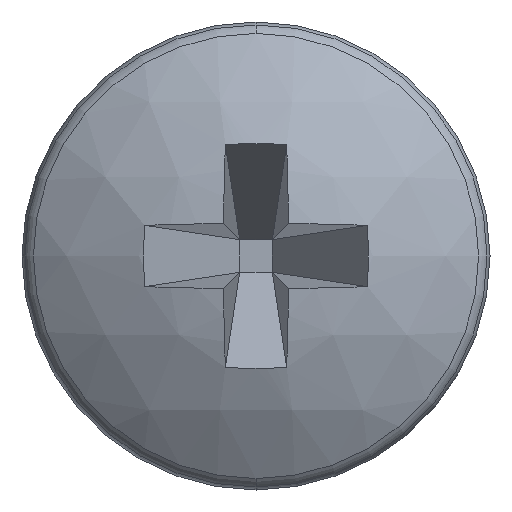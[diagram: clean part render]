
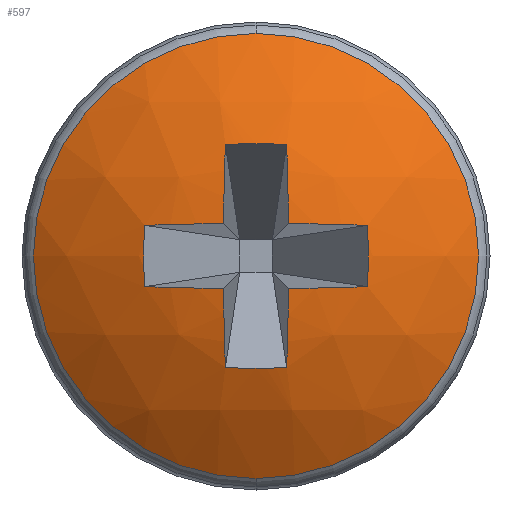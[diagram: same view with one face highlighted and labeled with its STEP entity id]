
A CAD part, left-side view. The second image highlights one B-rep face of the part: STEP entity #597.
In plain terms, the highlighted spherical face has radius 4 mm.
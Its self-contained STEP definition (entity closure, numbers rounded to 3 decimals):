
#115=CARTESIAN_POINT('',(0.784,0.,0.));
#116=DIRECTION('',(-1.,0.,0.));
#117=DIRECTION('',(0.,0.,1.));
#118=AXIS2_PLACEMENT_3D('',#115,#116,#117);
#124=CARTESIAN_POINT('',(0.784,0.,0.));
#125=DIRECTION('',(-1.,0.,0.));
#126=DIRECTION('',(0.,0.,-1.));
#127=AXIS2_PLACEMENT_3D('',#124,#125,#126);
#132=CARTESIAN_POINT('',(3.988,-0.106,0.));
#133=DIRECTION('',(0.114,0.994,0.));
#134=DIRECTION('',(-0.99,0.113,0.087));
#135=AXIS2_PLACEMENT_3D('',#132,#133,#134);
#140=CARTESIAN_POINT('',(3.988,0.,-0.106));
#141=DIRECTION('',(0.114,0.,0.994));
#142=DIRECTION('',(-0.948,0.298,0.108));
#143=AXIS2_PLACEMENT_3D('',#140,#141,#142);
#148=CARTESIAN_POINT('',(3.178,-1.08,0.));
#149=DIRECTION('',(0.606,0.796,0.));
#150=DIRECTION('',(-0.793,0.604,-0.087));
#151=AXIS2_PLACEMENT_3D('',#148,#149,#150);
#156=CARTESIAN_POINT('',(3.988,0.,0.106));
#157=DIRECTION('',(0.114,0.,-0.994));
#158=DIRECTION('',(-0.99,0.087,-0.113));
#159=AXIS2_PLACEMENT_3D('',#156,#157,#158);
#164=CARTESIAN_POINT('',(3.988,-0.106,0.));
#165=DIRECTION('',(0.114,0.994,0.));
#166=DIRECTION('',(-0.948,0.108,-0.298));
#167=AXIS2_PLACEMENT_3D('',#164,#165,#166);
#172=CARTESIAN_POINT('',(3.178,0.,1.08));
#173=DIRECTION('',(0.606,0.,-0.796));
#174=DIRECTION('',(-0.796,0.,-0.606));
#175=AXIS2_PLACEMENT_3D('',#172,#173,#174);
#180=CARTESIAN_POINT('',(3.178,0.,1.08));
#181=DIRECTION('',(0.606,0.,-0.796));
#182=DIRECTION('',(-0.793,-0.087,-0.604));
#183=AXIS2_PLACEMENT_3D('',#180,#181,#182);
#188=CARTESIAN_POINT('',(3.988,0.106,0.));
#189=DIRECTION('',(0.114,-0.994,0.));
#190=DIRECTION('',(-0.99,-0.113,-0.087));
#191=AXIS2_PLACEMENT_3D('',#188,#189,#190);
#196=CARTESIAN_POINT('',(3.988,0.,0.106));
#197=DIRECTION('',(0.114,0.,-0.994));
#198=DIRECTION('',(-0.948,-0.298,-0.108));
#199=AXIS2_PLACEMENT_3D('',#196,#197,#198);
#204=CARTESIAN_POINT('',(3.178,1.08,0.));
#205=DIRECTION('',(0.606,-0.796,0.));
#206=DIRECTION('',(-0.793,-0.604,0.087));
#207=AXIS2_PLACEMENT_3D('',#204,#205,#206);
#212=CARTESIAN_POINT('',(3.988,0.,-0.106));
#213=DIRECTION('',(0.114,0.,0.994));
#214=DIRECTION('',(-0.99,-0.087,0.113));
#215=AXIS2_PLACEMENT_3D('',#212,#213,#214);
#220=CARTESIAN_POINT('',(3.988,0.106,0.));
#221=DIRECTION('',(0.114,-0.994,0.));
#222=DIRECTION('',(-0.948,-0.108,0.298));
#223=AXIS2_PLACEMENT_3D('',#220,#221,#222);
#228=CARTESIAN_POINT('',(3.178,0.,-1.08));
#229=DIRECTION('',(0.606,0.,0.796));
#230=DIRECTION('',(-0.796,0.,0.606));
#231=AXIS2_PLACEMENT_3D('',#228,#229,#230);
#236=CARTESIAN_POINT('',(3.178,0.,-1.08));
#237=DIRECTION('',(0.606,0.,0.796));
#238=DIRECTION('',(-0.793,0.087,0.604));
#239=AXIS2_PLACEMENT_3D('',#236,#237,#238);
#496=CARTESIAN_POINT('',(0.03,0.347,
-0.347));
#497=CARTESIAN_POINT('',(0.196,1.191,
-0.328));
#498=VERTEX_POINT('',#496);
#499=VERTEX_POINT('',#497);
#500=CARTESIAN_POINT('',(0.03,0.347,
0.347));
#501=CARTESIAN_POINT('',(0.196,0.328,1.191));
#502=VERTEX_POINT('',#500);
#503=VERTEX_POINT('',#501);
#504=CARTESIAN_POINT('',(0.196,-1.191,
-0.328));
#506=VERTEX_POINT('',#504);
#510=CARTESIAN_POINT('',(0.184,0.,
1.2));
#511=CARTESIAN_POINT('',(0.196,-0.328,
1.191));
#512=VERTEX_POINT('',#510);
#513=VERTEX_POINT('',#511);
#514=CARTESIAN_POINT('',(0.196,1.191,0.328));
#515=VERTEX_POINT('',#514);
#518=CARTESIAN_POINT('',(0.03,-0.347,
-0.347));
#519=VERTEX_POINT('',#518);
#520=CARTESIAN_POINT('',(0.196,0.328,
-1.191));
#521=VERTEX_POINT('',#520);
#522=CARTESIAN_POINT('',(0.03,-0.347,
0.347));
#523=VERTEX_POINT('',#522);
#524=CARTESIAN_POINT('',(0.196,-1.191,
0.328));
#525=VERTEX_POINT('',#524);
#528=CARTESIAN_POINT('',(0.184,0.,
-1.2));
#529=VERTEX_POINT('',#528);
#530=CARTESIAN_POINT('',(0.196,-0.328,
-1.191));
#531=VERTEX_POINT('',#530);
#548=CARTESIAN_POINT('',(0.784,0.,-2.378));
#549=VERTEX_POINT('',#548);
#550=CARTESIAN_POINT('',(0.784,0.,2.378));
#551=VERTEX_POINT('',#550);
#556=CARTESIAN_POINT('',(4.,0.,0.));
#557=DIRECTION('',(0.,0.,1.));
#558=DIRECTION('',(1.,0.,0.));
#559=AXIS2_PLACEMENT_3D('',#556,#557,#558);
#560=SPHERICAL_SURFACE('',#559,4.);
#562=ORIENTED_EDGE('',*,*,#561,.F.);
#564=ORIENTED_EDGE('',*,*,#563,.F.);
#565=EDGE_LOOP('',(#562,#564));
#566=FACE_OUTER_BOUND('',#565,.F.);
#568=ORIENTED_EDGE('',*,*,#567,.F.);
#570=ORIENTED_EDGE('',*,*,#569,.F.);
#572=ORIENTED_EDGE('',*,*,#571,.F.);
#574=ORIENTED_EDGE('',*,*,#573,.F.);
#576=ORIENTED_EDGE('',*,*,#575,.F.);
#578=ORIENTED_EDGE('',*,*,#577,.F.);
#580=ORIENTED_EDGE('',*,*,#579,.F.);
#582=ORIENTED_EDGE('',*,*,#581,.F.);
#584=ORIENTED_EDGE('',*,*,#583,.F.);
#586=ORIENTED_EDGE('',*,*,#585,.F.);
#588=ORIENTED_EDGE('',*,*,#587,.F.);
#590=ORIENTED_EDGE('',*,*,#589,.F.);
#592=ORIENTED_EDGE('',*,*,#591,.F.);
#594=ORIENTED_EDGE('',*,*,#593,.F.);
#595=EDGE_LOOP('',(#568,#570,#572,#574,#576,#578,#580,#582,#584,#586,#588,#590,
#592,#594));
#596=FACE_BOUND('',#595,.F.);
#119=CIRCLE('',#118,2.378);
#128=CIRCLE('',#127,2.378);
#136=CIRCLE('',#135,3.999);
#144=CIRCLE('',#143,3.999);
#152=CIRCLE('',#151,3.763);
#160=CIRCLE('',#159,3.999);
#168=CIRCLE('',#167,3.999);
#176=CIRCLE('',#175,3.763);
#184=CIRCLE('',#183,3.763);
#192=CIRCLE('',#191,3.999);
#200=CIRCLE('',#199,3.999);
#208=CIRCLE('',#207,3.763);
#216=CIRCLE('',#215,3.999);
#224=CIRCLE('',#223,3.999);
#232=CIRCLE('',#231,3.763);
#240=CIRCLE('',#239,3.763);
#561=EDGE_CURVE('',#551,#549,#119,.T.);
#563=EDGE_CURVE('',#549,#551,#128,.T.);
#567=EDGE_CURVE('',#502,#503,#136,.T.);
#569=EDGE_CURVE('',#515,#502,#144,.T.);
#571=EDGE_CURVE('',#499,#515,#152,.T.);
#573=EDGE_CURVE('',#498,#499,#160,.T.);
#575=EDGE_CURVE('',#521,#498,#168,.T.);
#577=EDGE_CURVE('',#529,#521,#176,.T.);
#579=EDGE_CURVE('',#531,#529,#184,.T.);
#581=EDGE_CURVE('',#519,#531,#192,.T.);
#583=EDGE_CURVE('',#506,#519,#200,.T.);
#585=EDGE_CURVE('',#525,#506,#208,.T.);
#587=EDGE_CURVE('',#523,#525,#216,.T.);
#589=EDGE_CURVE('',#513,#523,#224,.T.);
#591=EDGE_CURVE('',#512,#513,#232,.T.);
#593=EDGE_CURVE('',#503,#512,#240,.T.);
#597=ADVANCED_FACE('',(#566,#596),#560,.T.);
